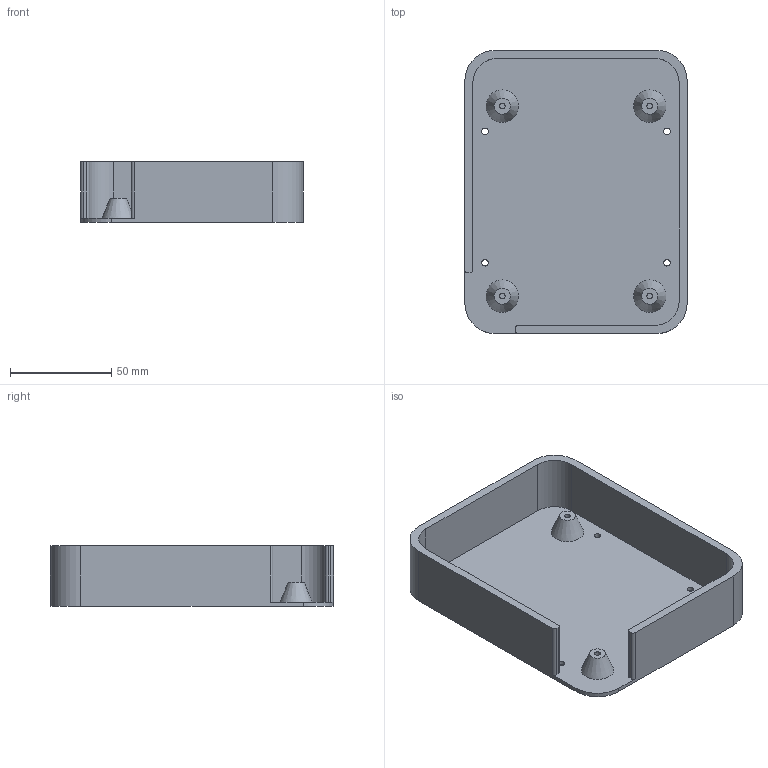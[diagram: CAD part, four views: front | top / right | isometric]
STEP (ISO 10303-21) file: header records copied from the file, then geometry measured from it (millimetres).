
FILE_DESCRIPTION(('FreeCAD Model'),'2;1');
FILE_NAME('Open CASCADE Shape Model','2022-01-13T22:02:43',('Author'),( ''),'Open CASCADE STEP processor 7.5','FreeCAD','Unknown');
FILE_SCHEMA(('AUTOMOTIVE_DESIGN { 1 0 10303 214 1 1 1 1 }'));
Length unit declared in the file: millimetre
Products named in the file (1): GT2560A+.board.case
Bounding box: 110 x 140 x 30 mm (x, y, z)
Volume: 81783.3 mm3; surface area: 56182.4 mm2
Topology: 1 solids, 1 shells, 44 faces, 104 edges, 70 vertices
Faces by surface type: plane 21, cylinder 19, cone 4
Full cylindrical faces by diameter (mm): 2.8 x4, 3.2 x4
Entity records: 2738 total; most frequent: CARTESIAN_POINT 585, DIRECTION 410, ORIENTED_EDGE 208, PCURVE 208, DEFINITIONAL_REPRESENTATION 208, LINE 206, VECTOR 206, EDGE_CURVE 104
